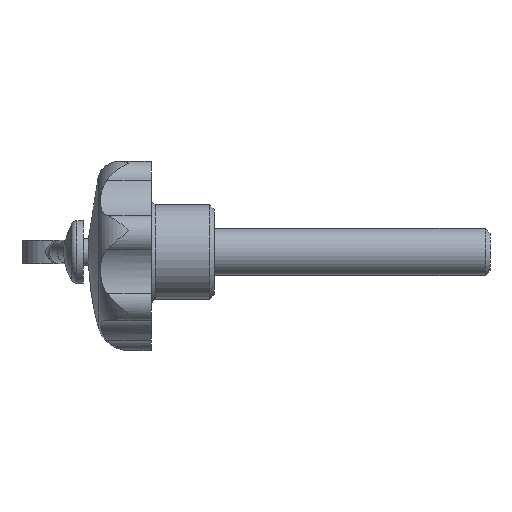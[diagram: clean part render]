
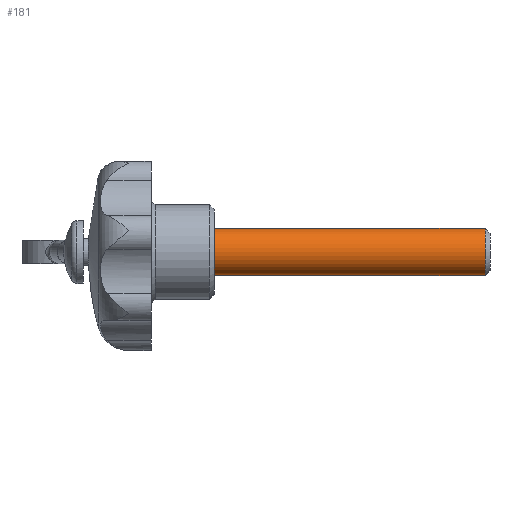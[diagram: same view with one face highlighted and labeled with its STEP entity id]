
A CAD part, left-side view. The second image highlights one B-rep face of the part: STEP entity #181.
In plain terms, the highlighted cylindrical face has radius 3 mm (diameter 6 mm), a full revolution.
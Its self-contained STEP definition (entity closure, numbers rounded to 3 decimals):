
#181 = ADVANCED_FACE( '', ( #379, #380 ), #381, .T. );
#379 = FACE_OUTER_BOUND( '', #577, .T. );
#380 = FACE_OUTER_BOUND( '', #578, .T. );
#381 = CYLINDRICAL_SURFACE( '', #579, 3. );
#577 = EDGE_LOOP( '', ( #1043 ) );
#578 = EDGE_LOOP( '', ( #1044 ) );
#579 = AXIS2_PLACEMENT_3D( '', #1045, #1046, #1047 );
#1043 = ORIENTED_EDGE( '', *, *, #1268, .F. );
#1044 = ORIENTED_EDGE( '', *, *, #1233, .T. );
#1045 = CARTESIAN_POINT( '', ( 0., -35., 0. ) );
#1046 = DIRECTION( '', ( 0., 1., 0. ) );
#1047 = DIRECTION( '', ( 0., 0., -1. ) );
#1233 = EDGE_CURVE( '', #1510, #1510, #1511, .T. );
#1268 = EDGE_CURVE( '', #1550, #1550, #1551, .T. );
#1510 = VERTEX_POINT( '', #2185 );
#1511 = CIRCLE( '', #2186, 3. );
#1550 = VERTEX_POINT( '', #2273 );
#1551 = CIRCLE( '', #2274, 3. );
#2185 = CARTESIAN_POINT( '', ( 0., 0., -3. ) );
#2186 = AXIS2_PLACEMENT_3D( '', #2492, #2493, #2494 );
#2273 = CARTESIAN_POINT( '', ( 0., -34.387, -3. ) );
#2274 = AXIS2_PLACEMENT_3D( '', #2510, #2511, #2512 );
#2492 = CARTESIAN_POINT( '', ( 0., 0., 0. ) );
#2493 = DIRECTION( '', ( 0., -1., 0. ) );
#2494 = DIRECTION( '', ( 0., 0., -1. ) );
#2510 = CARTESIAN_POINT( '', ( 0., -34.387, 0. ) );
#2511 = DIRECTION( '', ( 0., -1., 0. ) );
#2512 = DIRECTION( '', ( 0., 0., -1. ) );
